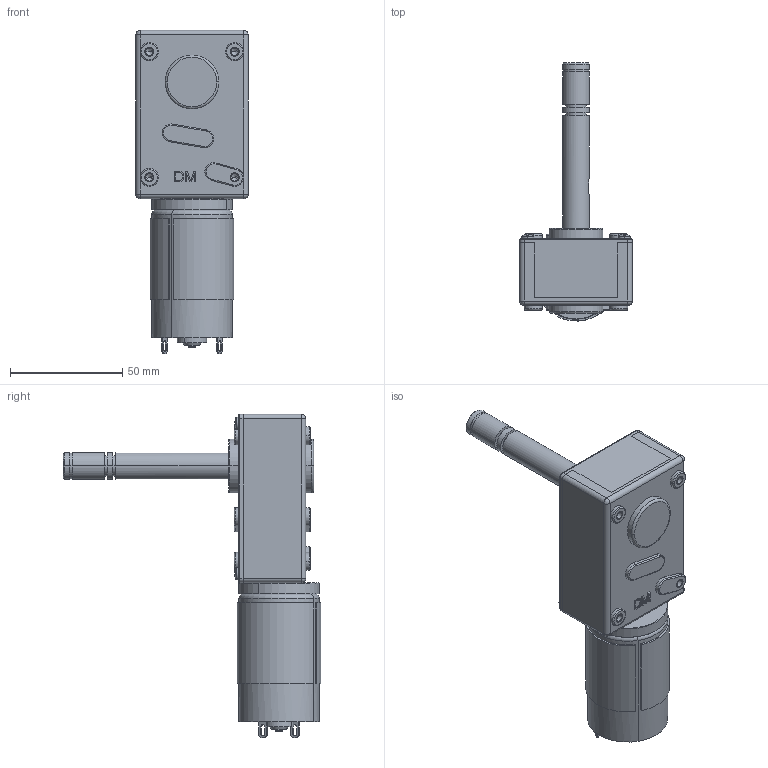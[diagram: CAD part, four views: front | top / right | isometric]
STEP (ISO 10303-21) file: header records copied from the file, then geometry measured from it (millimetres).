
FILE_DESCRIPTION((''),'2;1');
FILE_NAME('75SW-359K-000_ASM','2024-07-10T',('86157'),(''),'PRO/ENGINEER BY PARAMETRIC TECHNOLOGY CORPORATION, 2010280','PRO/ENGINEER BY PARAMETRIC TECHNOLOGY CORPORATION, 2010280','');
FILE_SCHEMA(('CONFIG_CONTROL_DESIGN'));
Length unit declared in the file: millimetre
Products named in the file (19): 75SW-001; DM058P520001; 75SW-001_ASM; 75SW-004_ASM; 75SW-002; DM075P320001; DM075P320002; DM046P320005; DM075P330001; DM075P310002; DM058P361001; Z36; DM075P330004; 75SW-003_ASM; 75SW-002_ASM; M3; DM058P430001; MOTOR-555; 75SW-359K-000_ASM
Assembly tree (22 placements, depth 4):
  75SW-359K-000_ASM
    75SW-004_ASM
      75SW-001_ASM
        75SW-001
        DM058P520001
    75SW-002_ASM
      75SW-002
      DM058P520001
      DM075P320001
      DM075P320002
      DM046P320005
      DM075P330001
      75SW-003_ASM
        DM075P310002
        DM058P361001
        Z36
        DM075P330004
    M3  x4
    DM058P430001
    MOTOR-555
Bounding box: 50 x 114.77 x 144 mm (x, y, z)
Volume: 126975.7 mm3; surface area: 58091.1 mm2
Topology: 18 solids, 35 shells, 1361 faces, 3349 edges, 2148 vertices
Faces by surface type: cylinder 554, plane 515, cone 133, torus 75, extrusion 72, bspline 8, sphere 4
Entity records: 40101 total; most frequent: CARTESIAN_POINT 8731, DIRECTION 6906, ORIENTED_EDGE 6126, EDGE_CURVE 3097, AXIS2_PLACEMENT_3D 2663, VERTEX_POINT 2008, VECTOR 1580, LINE 1508
